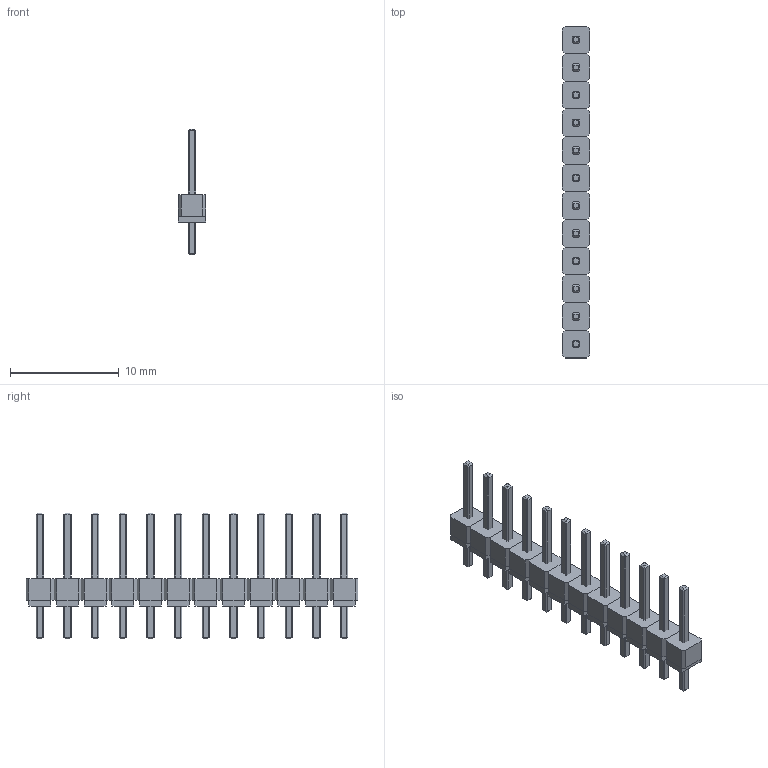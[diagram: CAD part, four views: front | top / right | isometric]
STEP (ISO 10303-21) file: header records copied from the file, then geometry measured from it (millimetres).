
FILE_DESCRIPTION(('FreeCAD Model'),'2;1');
FILE_NAME('Open CASCADE Shape Model','2024-02-13T14:05:49',(''),(''), 'Open CASCADE STEP processor 7.5','FreeCAD','Unknown');
FILE_SCHEMA(('AUTOMOTIVE_DESIGN { 1 0 10303 214 1 1 1 1 }'));
Length unit declared in the file: millimetre
Products named in the file (1): header
Bounding box: 2.54 x 30.48 x 11.54 mm (x, y, z)
Volume: 245.5 mm3; surface area: 791.4 mm2
Topology: 24 solids, 24 shells, 504 faces, 1080 edges, 624 vertices
Faces by surface type: plane 504
Entity records: 16653 total; most frequent: CARTESIAN_POINT 2209, ORIENTED_EDGE 2160, DIRECTION 2090, EDGE_CURVE 1080, LINE 1080, VECTOR 1080, VERTEX_POINT 624, PRESENTATION_STYLE_ASSIGNMENT 528
